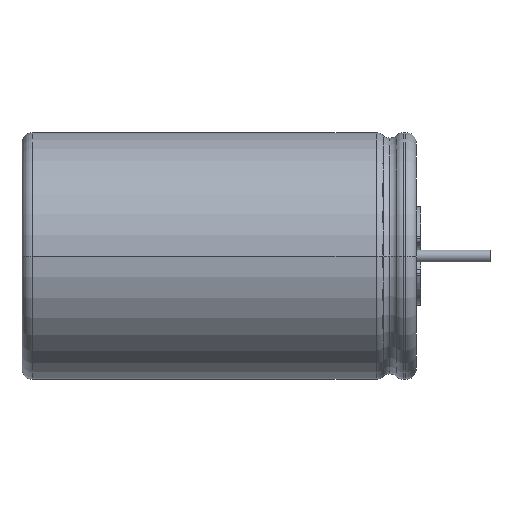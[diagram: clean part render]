
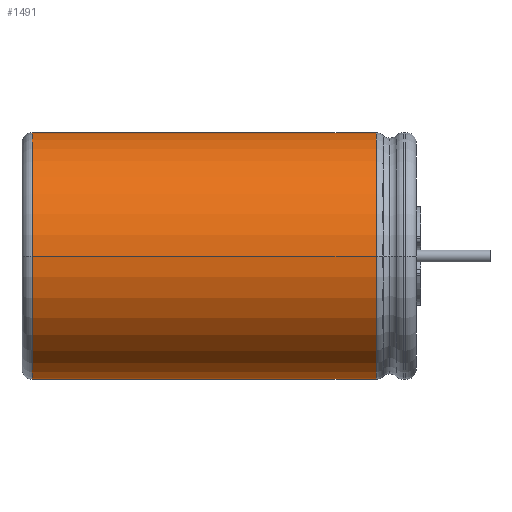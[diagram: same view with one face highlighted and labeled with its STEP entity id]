
A CAD part, left-side view. The second image highlights one B-rep face of the part: STEP entity #1491.
In plain terms, the highlighted cylindrical face has radius 6.275 mm (diameter 12.551 mm), a partial arc.
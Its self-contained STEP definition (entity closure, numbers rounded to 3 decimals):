
#23 = AXIS2_PLACEMENT_3D ( 'NONE', #2391, #3881, #205 ) ;
#87 = ORIENTED_EDGE ( 'NONE', *, *, #735, .F. ) ;
#173 = ORIENTED_EDGE ( 'NONE', *, *, #2184, .F. ) ;
#205 = DIRECTION ( 'NONE',  ( 1., 0., 0. ) ) ;
#321 = ORIENTED_EDGE ( 'NONE', *, *, #3775, .F. ) ;
#328 = CARTESIAN_POINT ( 'NONE',  ( 0., 2.52, 6.275 ) ) ;
#411 = DIRECTION ( 'NONE',  ( 1., 0., 0. ) ) ;
#583 = CARTESIAN_POINT ( 'NONE',  ( 0., 12.922, 0. ) ) ;
#735 = EDGE_CURVE ( 'NONE', #2088, #2754, #2507, .T. ) ;
#797 = CARTESIAN_POINT ( 'NONE',  ( 0., 20., 6.275 ) ) ;
#874 = DIRECTION ( 'NONE',  ( 0., 1., 0. ) ) ;
#889 = CIRCLE ( 'NONE', #23, 6.275 ) ;
#903 = VERTEX_POINT ( 'NONE', #4070 ) ;
#1472 = AXIS2_PLACEMENT_3D ( 'NONE', #2029, #4565, #4222 ) ;
#1491 = ADVANCED_FACE ( 'NONE', ( #2995 ), #4674, .T. ) ;
#1515 = VECTOR ( 'NONE', #874, 1000. ) ;
#1594 = EDGE_LOOP ( 'NONE', ( #1665, #173, #321, #87 ) ) ;
#1665 = ORIENTED_EDGE ( 'NONE', *, *, #3741, .T. ) ;
#2029 = CARTESIAN_POINT ( 'NONE',  ( 0., 20., 0. ) ) ;
#2088 = VERTEX_POINT ( 'NONE', #797 ) ;
#2184 = EDGE_CURVE ( 'NONE', #903, #2235, #3183, .T. ) ;
#2235 = VERTEX_POINT ( 'NONE', #3767 ) ;
#2391 = CARTESIAN_POINT ( 'NONE',  ( 0., 2.52, 0. ) ) ;
#2422 = CIRCLE ( 'NONE', #1472, 6.275 ) ;
#2507 = LINE ( 'NONE', #4542, #3093 ) ;
#2536 = AXIS2_PLACEMENT_3D ( 'NONE', #583, #4018, #411 ) ;
#2754 = VERTEX_POINT ( 'NONE', #328 ) ;
#2995 = FACE_OUTER_BOUND ( 'NONE', #1594, .T. ) ;
#3093 = VECTOR ( 'NONE', #4246, 1000. ) ;
#3183 = LINE ( 'NONE', #3786, #1515 ) ;
#3741 = EDGE_CURVE ( 'NONE', #2088, #2235, #2422, .T. ) ;
#3767 = CARTESIAN_POINT ( 'NONE',  ( 0., 20., -6.275 ) ) ;
#3775 = EDGE_CURVE ( 'NONE', #2754, #903, #889, .T. ) ;
#3786 = CARTESIAN_POINT ( 'NONE',  ( 0., 12.922, -6.275 ) ) ;
#3881 = DIRECTION ( 'NONE',  ( 0., -1., 0. ) ) ;
#4018 = DIRECTION ( 'NONE',  ( 0., 1., 0. ) ) ;
#4070 = CARTESIAN_POINT ( 'NONE',  ( 0., 2.52, -6.275 ) ) ;
#4222 = DIRECTION ( 'NONE',  ( 1., 0., 0. ) ) ;
#4246 = DIRECTION ( 'NONE',  ( 0., -1., 0. ) ) ;
#4542 = CARTESIAN_POINT ( 'NONE',  ( 0., 12.922, 6.275 ) ) ;
#4565 = DIRECTION ( 'NONE',  ( 0., -1., 0. ) ) ;
#4674 = CYLINDRICAL_SURFACE ( 'NONE', #2536, 6.275 ) ;
